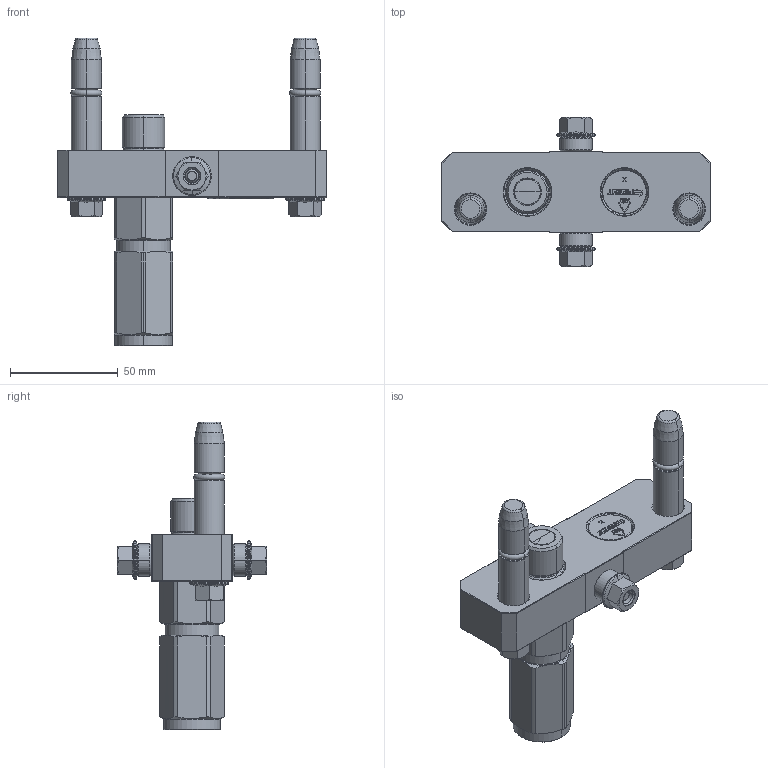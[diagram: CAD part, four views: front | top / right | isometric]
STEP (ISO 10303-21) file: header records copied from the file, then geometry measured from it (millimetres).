
FILE_DESCRIPTION (( 'STEP AP214' ), '1' );
FILE_NAME ('FASTER.step', '2022-09-11T07:35:37', ( '' ), ( '' ), 'SwSTEP 2.0', 'SolidWorks 2017', '' );
FILE_SCHEMA (( 'AUTOMOTIVE_DESIGN' ));
Length unit declared in the file: millimetre
Products named in the file (12): 3ffnp38_gas_m; 1540_080_0006_000; 4860_024_0001_022; 1540_080_0008_000; 4830_021_0000_000; PB06_M_BASE; 4830_028_1000_002; 4860_010_0001_000; FASTER; TAPPO_38; or2_62x9_19_m
Assembly tree (16 placements, depth 3):
  FASTER
    PB06_M_BASE
      4860_010_0001_000
      4830_021_0000_000  x2
      1540_080_0008_000  x2
      4860_024_0001_022
      1540_080_0006_000  x2
      4830_028_1000_002  x2
      or2_62x9_19_m  x2
    3ffnp38_gas_m
      3ffnp38_gas_m
    TAPPO_38
Bounding box: 125 x 69.5 x 142.8 mm (x, y, z)
Volume: 6835.6 mm3; surface area: 53584 mm2
Topology: 5 solids, 31 shells, 1287 faces, 3506 edges, 2276 vertices
Faces by surface type: plane 676, cylinder 303, cone 189, torus 101, bspline 12, sphere 6
Entity records: 44026 total; most frequent: CARTESIAN_POINT 10410, ORIENTED_EDGE 6040, DIRECTION 5765, EDGE_CURVE 3142, VECTOR 2057, LINE 2057, VERTEX_POINT 2054, AXIS2_PLACEMENT_3D 1854
